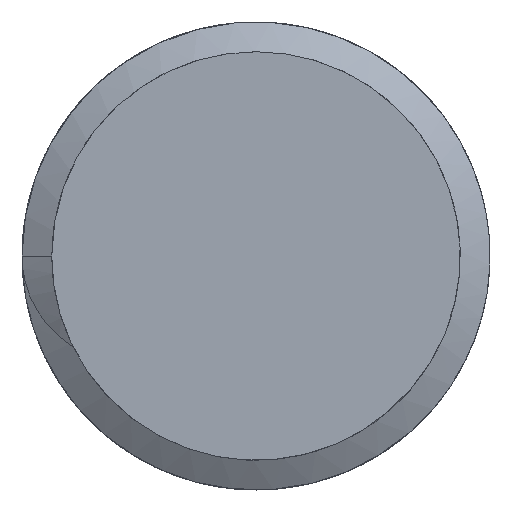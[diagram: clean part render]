
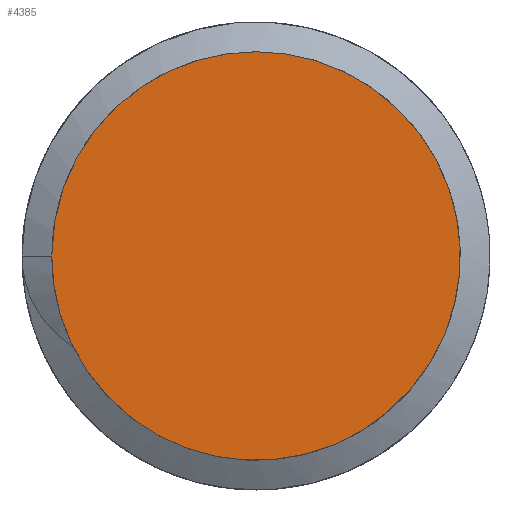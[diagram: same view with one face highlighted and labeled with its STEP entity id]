
A CAD part, left-side view. The second image highlights one B-rep face of the part: STEP entity #4385.
In plain terms, the highlighted free-form (B-spline) face has degree [1, 1] with [2, 2] control points.
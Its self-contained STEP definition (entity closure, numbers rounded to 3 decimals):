
#4350=CARTESIAN_POINT('',(0.,5.35,0.));
#4351=VERTEX_POINT('',#4350);
#4362=CARTESIAN_POINT('',(0.,5.35,0.));
#4363=CARTESIAN_POINT('',(0.,5.35,5.35));
#4364=CARTESIAN_POINT('',(0.,0.,5.35));
#4365=CARTESIAN_POINT('',(0.,-5.35,5.35));
#4366=CARTESIAN_POINT('',(0.,-5.35,0.));
#4367=CARTESIAN_POINT('',(0.,-5.35,-5.35));
#4368=CARTESIAN_POINT('',(0.,0.,-5.35));
#4369=CARTESIAN_POINT('',(0.,5.35,-5.35));
#4370=CARTESIAN_POINT('',(0.,5.35,0.));
#4371=(BOUNDED_CURVE()B_SPLINE_CURVE(2,(#4362,#4363,#4364,#4365,#4366,#4367,#4368,#4369,#4370),.CIRCULAR_ARC.,.T.,.U.)B_SPLINE_CURVE_WITH_KNOTS((3,2,2,2,3),(0.,0.25,0.5,0.75,1.),.UNSPECIFIED.)CURVE()GEOMETRIC_REPRESENTATION_ITEM()RATIONAL_B_SPLINE_CURVE((1.,0.707,1.,0.707,1.,0.707,1.,0.707,1.))REPRESENTATION_ITEM(''));
#4372=EDGE_CURVE('',#4351,#4351,#4371,.T.);
#4377=CARTESIAN_POINT('',(0.,-16.05,16.05));
#4378=CARTESIAN_POINT('',(0.,-16.05,-16.05));
#4379=CARTESIAN_POINT('',(0.,16.05,16.05));
#4380=CARTESIAN_POINT('',(0.,16.05,-16.05));
#4381=B_SPLINE_SURFACE_WITH_KNOTS('',1,1,((#4377,#4378),(#4379,#4380)),.PLANE_SURF.,.F.,.F.,.U.,(2,2),(2,2),(-1.,2.),(-1.,2.),.UNSPECIFIED.);
#4382=ORIENTED_EDGE('',*,*,#4372,.F.);
#4383=EDGE_LOOP('',(#4382));
#4384=FACE_OUTER_BOUND('',#4383,.T.);
#4385=ADVANCED_FACE('',(#4384),#4381,.T.);
